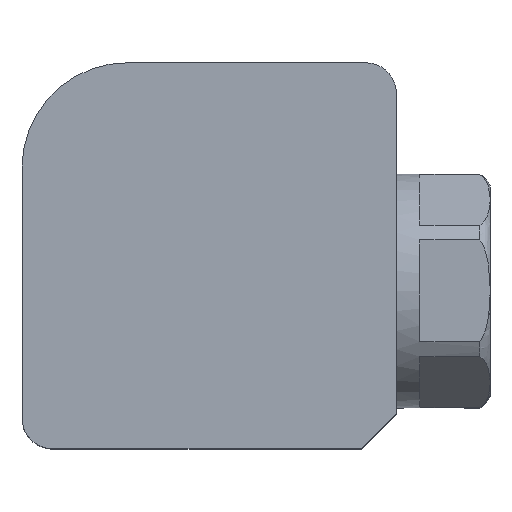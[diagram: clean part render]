
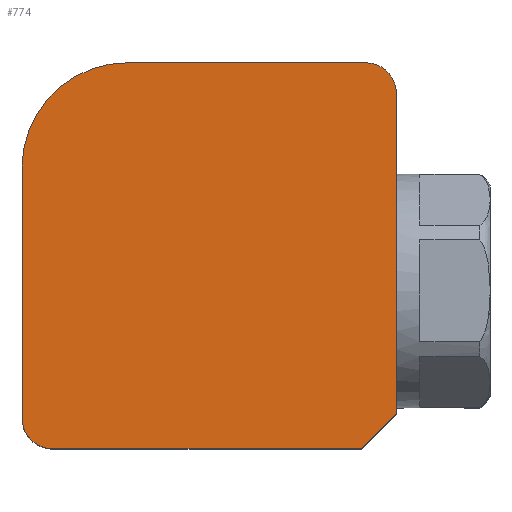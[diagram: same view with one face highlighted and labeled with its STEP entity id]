
A CAD part, top view. The second image highlights one B-rep face of the part: STEP entity #774.
In plain terms, the highlighted planar face has unit normal (0, 0, 1).
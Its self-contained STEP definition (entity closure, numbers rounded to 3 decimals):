
#387=CARTESIAN_POINT('',(0.,13.5,10.0));
#388=VERTEX_POINT('',#387);
#592=CARTESIAN_POINT('',(-29.371,0.,10.0));
#593=VERTEX_POINT('',#592);
#600=CARTESIAN_POINT('',(-32.0,2.629,10.0));
#601=VERTEX_POINT('',#600);
#602=CARTESIAN_POINT('',(-29.371,2.629,10.0));
#603=DIRECTION('',(0.0,0.0,1.0));
#604=DIRECTION('',(1.0,0.0,0.0));
#605=AXIS2_PLACEMENT_3D('',#602,#603,#604);
#606=CIRCLE('',#605,2.629);
#607=EDGE_CURVE('',#601,#593,#606,.T.);
#653=CARTESIAN_POINT('',(-2.629,33.0,10.0));
#654=VERTEX_POINT('',#653);
#661=CARTESIAN_POINT('',(0.,30.371,10.0));
#662=VERTEX_POINT('',#661);
#663=CARTESIAN_POINT('',(-2.629,30.371,10.0));
#664=DIRECTION('',(0.0,0.0,1.0));
#665=DIRECTION('',(-1.0,0.0,0.0));
#666=AXIS2_PLACEMENT_3D('',#663,#664,#665);
#667=CIRCLE('',#666,2.629);
#668=EDGE_CURVE('',#662,#654,#667,.T.);
#685=CARTESIAN_POINT('',(-32.,24.0,10.0));
#686=VERTEX_POINT('',#685);
#687=CARTESIAN_POINT('',(-32.,24.,10.0));
#688=DIRECTION('',(0.0,-1.0,0.0));
#689=VECTOR('',#688,21.371);
#690=LINE('',#687,#689);
#691=EDGE_CURVE('',#686,#601,#690,.T.);
#721=CARTESIAN_POINT('',(-16.,16.5,10.0));
#722=DIRECTION('',(0.0,0.0,1.0));
#723=DIRECTION('',(1.0,0.0,0.0));
#724=AXIS2_PLACEMENT_3D('',#721,#722,#723);
#725=PLANE('',#724);
#726=ORIENTED_EDGE('',*,*,#607,.T.);
#727=CARTESIAN_POINT('',(-3.0,0.,10.0));
#728=VERTEX_POINT('',#727);
#729=CARTESIAN_POINT('',(-29.371,0.,10.0));
#730=DIRECTION('',(1.0,0.0,0.0));
#731=VECTOR('',#730,26.371);
#732=LINE('',#729,#731);
#733=EDGE_CURVE('',#593,#728,#732,.T.);
#734=ORIENTED_EDGE('',*,*,#733,.T.);
#735=CARTESIAN_POINT('',(0.,3.,10.0));
#736=VERTEX_POINT('',#735);
#737=CARTESIAN_POINT('',(0.,3.0,10.0));
#738=DIRECTION('',(-0.707,-0.707,0.0));
#739=VECTOR('',#738,4.243);
#740=LINE('',#737,#739);
#741=EDGE_CURVE('',#736,#728,#740,.T.);
#742=ORIENTED_EDGE('',*,*,#741,.F.);
#743=CARTESIAN_POINT('',(0.,3.0,10.0));
#744=DIRECTION('',(0.0,1.0,0.0));
#745=VECTOR('',#744,10.5);
#746=LINE('',#743,#745);
#747=EDGE_CURVE('',#736,#388,#746,.T.);
#748=ORIENTED_EDGE('',*,*,#747,.T.);
#749=CARTESIAN_POINT('',(0.,13.5,10.0));
#750=DIRECTION('',(0.0,1.0,0.0));
#751=VECTOR('',#750,16.871);
#752=LINE('',#749,#751);
#753=EDGE_CURVE('',#388,#662,#752,.T.);
#754=ORIENTED_EDGE('',*,*,#753,.T.);
#755=ORIENTED_EDGE('',*,*,#668,.T.);
#756=CARTESIAN_POINT('',(-23.0,33.,10.0));
#757=VERTEX_POINT('',#756);
#758=CARTESIAN_POINT('',(-2.629,33.0,10.0));
#759=DIRECTION('',(-1.0,0.0,0.0));
#760=VECTOR('',#759,20.371);
#761=LINE('',#758,#760);
#762=EDGE_CURVE('',#654,#757,#761,.T.);
#763=ORIENTED_EDGE('',*,*,#762,.T.);
#764=CARTESIAN_POINT('',(-23.0,24.,10.0));
#765=DIRECTION('',(0.0,0.0,1.0));
#766=DIRECTION('',(0.0,-1.0,0.0));
#767=AXIS2_PLACEMENT_3D('',#764,#765,#766);
#768=CIRCLE('',#767,9.0);
#769=EDGE_CURVE('',#757,#686,#768,.T.);
#770=ORIENTED_EDGE('',*,*,#769,.T.);
#771=ORIENTED_EDGE('',*,*,#691,.T.);
#772=EDGE_LOOP('',(#726,#734,#742,#748,#754,#755,#763,#770,#771));
#773=FACE_OUTER_BOUND('',#772,.T.);
#774=ADVANCED_FACE('',(#773),#725,.T.);
